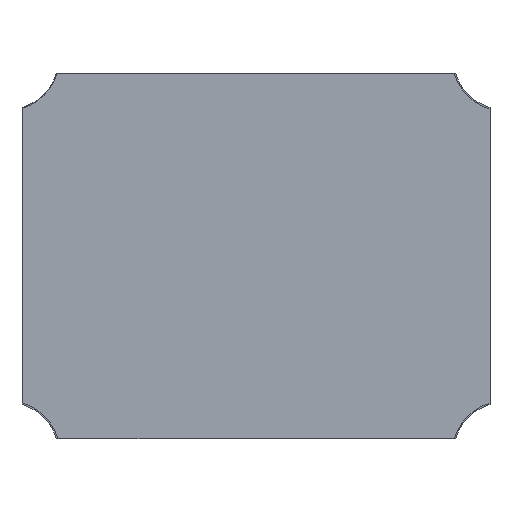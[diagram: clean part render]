
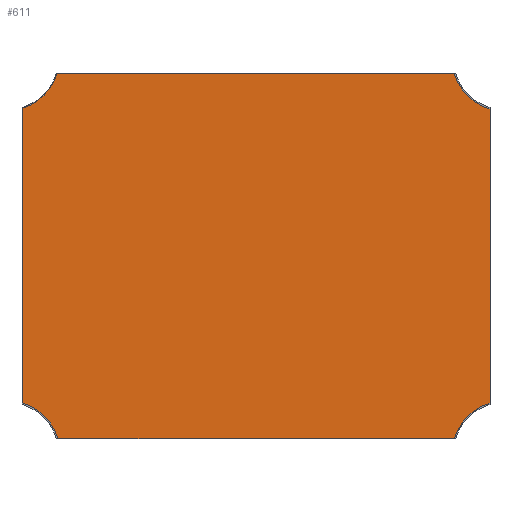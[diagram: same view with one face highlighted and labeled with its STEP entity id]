
A CAD part, front view. The second image highlights one B-rep face of the part: STEP entity #611.
In plain terms, the highlighted planar face has unit normal (0, -1, 0).
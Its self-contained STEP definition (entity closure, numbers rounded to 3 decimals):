
#28=PLANE('',#675);
#46=FACE_OUTER_BOUND('',#81,.T.);
#81=EDGE_LOOP('',(#433,#434,#435,#436,#437,#438,#439,#440));
#119=LINE('',#973,#163);
#130=LINE('',#1004,#174);
#131=LINE('',#1005,#175);
#132=LINE('',#1006,#176);
#163=VECTOR('',#775,10.);
#174=VECTOR('',#806,10.);
#175=VECTOR('',#807,10.);
#176=VECTOR('',#808,10.);
#193=CIRCLE('',#649,0.36);
#196=CIRCLE('',#654,0.358);
#199=CIRCLE('',#659,0.359);
#205=CIRCLE('',#671,0.354);
#237=VERTEX_POINT('',#921);
#238=VERTEX_POINT('',#922);
#243=VERTEX_POINT('',#936);
#244=VERTEX_POINT('',#937);
#249=VERTEX_POINT('',#951);
#250=VERTEX_POINT('',#952);
#257=VERTEX_POINT('',#972);
#265=VERTEX_POINT('',#994);
#293=EDGE_CURVE('',#237,#238,#193,.T.);
#300=EDGE_CURVE('',#243,#244,#196,.T.);
#307=EDGE_CURVE('',#249,#250,#199,.T.);
#317=EDGE_CURVE('',#257,#237,#119,.T.);
#328=EDGE_CURVE('',#265,#257,#205,.T.);
#333=EDGE_CURVE('',#238,#243,#130,.T.);
#334=EDGE_CURVE('',#244,#249,#131,.T.);
#335=EDGE_CURVE('',#250,#265,#132,.T.);
#433=ORIENTED_EDGE('',*,*,#293,.T.);
#434=ORIENTED_EDGE('',*,*,#333,.T.);
#435=ORIENTED_EDGE('',*,*,#300,.T.);
#436=ORIENTED_EDGE('',*,*,#334,.T.);
#437=ORIENTED_EDGE('',*,*,#307,.T.);
#438=ORIENTED_EDGE('',*,*,#335,.T.);
#439=ORIENTED_EDGE('',*,*,#328,.T.);
#440=ORIENTED_EDGE('',*,*,#317,.T.);
#611=ADVANCED_FACE('',(#46),#28,.F.);
#649=AXIS2_PLACEMENT_3D('',#923,#727,#728);
#654=AXIS2_PLACEMENT_3D('',#938,#741,#742);
#659=AXIS2_PLACEMENT_3D('',#953,#755,#756);
#671=AXIS2_PLACEMENT_3D('',#995,#794,#795);
#675=AXIS2_PLACEMENT_3D('',#1003,#804,#805);
#727=DIRECTION('center_axis',(0.,1.,0.));
#728=DIRECTION('ref_axis',(0.961,0.,0.278));
#741=DIRECTION('center_axis',(0.,1.,0.));
#742=DIRECTION('ref_axis',(-0.28,0.,0.96));
#755=DIRECTION('center_axis',(0.,1.,0.));
#756=DIRECTION('ref_axis',(-0.96,0.,-0.279));
#775=DIRECTION('',(0.,0.,-1.));
#794=DIRECTION('center_axis',(0.,1.,0.));
#795=DIRECTION('ref_axis',(0.282,0.,-0.959));
#804=DIRECTION('center_axis',(0.,1.,0.));
#805=DIRECTION('ref_axis',(1.,0.,0.));
#806=DIRECTION('',(1.,0.,0.));
#807=DIRECTION('',(0.,0.,1.));
#808=DIRECTION('',(-1.,0.,0.));
#921=CARTESIAN_POINT('',(0.,0.,0.245));
#922=CARTESIAN_POINT('',(0.245,0.,0.));
#923=CARTESIAN_POINT('Origin',(-0.1,0.,-0.1));
#936=CARTESIAN_POINT('',(2.957,0.,0.));
#937=CARTESIAN_POINT('',(3.2,0.,0.243));
#938=CARTESIAN_POINT('Origin',(3.3,0.,-0.1));
#951=CARTESIAN_POINT('',(3.2,0.,2.255));
#952=CARTESIAN_POINT('',(2.955,0.,2.5));
#953=CARTESIAN_POINT('Origin',(3.3,0.,2.6));
#972=CARTESIAN_POINT('',(0.,0.,2.26));
#973=CARTESIAN_POINT('',(0.,0.,2.5));
#994=CARTESIAN_POINT('',(0.24,0.,2.5));
#995=CARTESIAN_POINT('Origin',(-0.1,0.,2.6));
#1003=CARTESIAN_POINT('Origin',(1.6,0.,1.25));
#1004=CARTESIAN_POINT('',(0.,0.,0.));
#1005=CARTESIAN_POINT('',(3.2,0.,0.));
#1006=CARTESIAN_POINT('',(3.2,0.,2.5));
